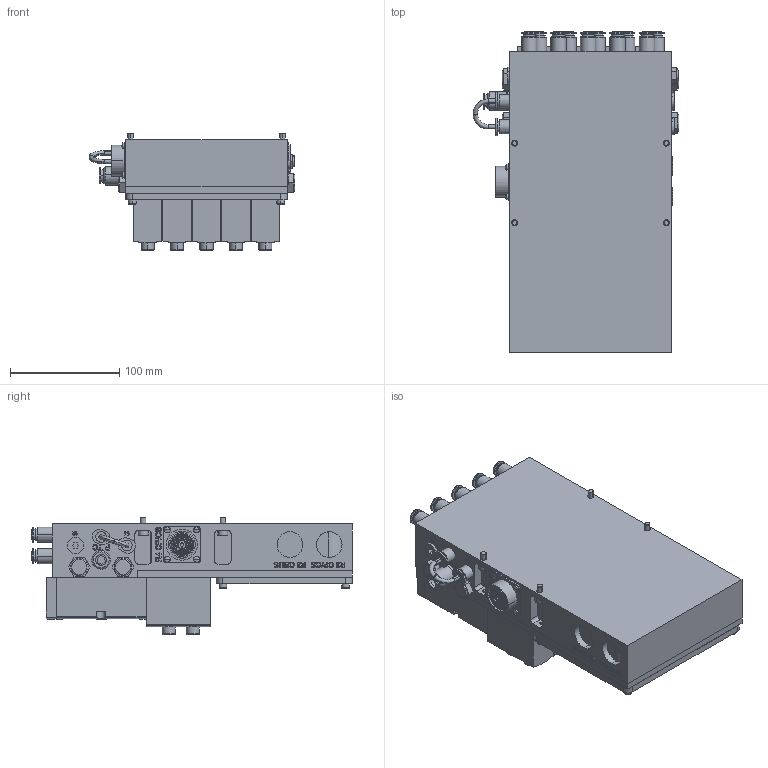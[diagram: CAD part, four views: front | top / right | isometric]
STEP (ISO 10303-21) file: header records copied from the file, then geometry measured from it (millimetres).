
FILE_DESCRIPTION (( 'STEP AP203' ), '1' );
FILE_NAME ('P0043A.STEP', '2018-12-03T08:39:10', ( '' ), ( '' ), 'SwSTEP 2.0', 'SolidWorks 2017', '' );
FILE_SCHEMA (( 'CONFIG_CONTROL_DESIGN' ));
Products named in the file (1): P0043A
Bounding box: 188.6 x 293.5 x 107.5 mm (x, y, z)
Volume: 2891310.6 mm3; surface area: 422573.4 mm2
Topology: 71 solids, 71 shells, 2628 faces, 6327 edges, 4131 vertices
Faces by surface type: plane 1163, cylinder 792, bspline 495, cone 116, torus 38, sphere 24
Entity records: 103039 total; most frequent: CARTESIAN_POINT 43068, ORIENTED_EDGE 12646, DIRECTION 11557, EDGE_CURVE 6323, VERTEX_POINT 4131, AXIS2_PLACEMENT_3D 4053, LINE 3451, VECTOR 3451
